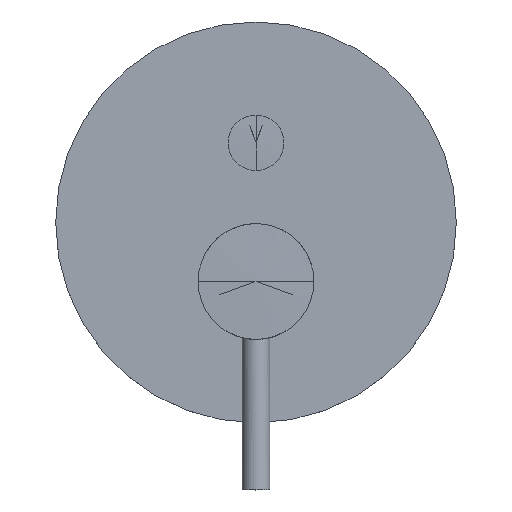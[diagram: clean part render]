
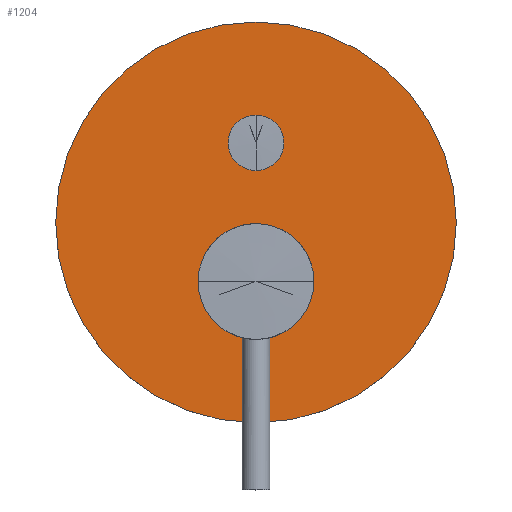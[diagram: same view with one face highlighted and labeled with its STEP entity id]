
A CAD part, top view. The second image highlights one B-rep face of the part: STEP entity #1204.
In plain terms, the highlighted planar face has unit normal (0, 0, 1).
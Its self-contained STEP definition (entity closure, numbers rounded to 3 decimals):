
#242=CARTESIAN_POINT('',(0.,34.5,54.));
#243=DIRECTION('',(0.,0.,-1.));
#244=DIRECTION('',(-1.,0.,0.));
#245=AXIS2_PLACEMENT_3D('',#242,#243,#244);
#247=CARTESIAN_POINT('',(0.,0.25,54.));
#248=DIRECTION('',(0.,0.,1.));
#249=DIRECTION('',(1.,0.,0.));
#250=AXIS2_PLACEMENT_3D('',#247,#248,#249);
#252=CARTESIAN_POINT('',(0.,0.25,54.));
#253=DIRECTION('',(0.,0.,1.));
#254=DIRECTION('',(-1.,0.,0.));
#255=AXIS2_PLACEMENT_3D('',#252,#253,#254);
#275=CARTESIAN_POINT('',(0.,34.5,54.));
#276=DIRECTION('',(0.,0.,-1.));
#277=DIRECTION('',(1.,0.,0.));
#278=AXIS2_PLACEMENT_3D('',#275,#276,#277);
#288=CARTESIAN_POINT('',(0.,-25.5,54.));
#289=DIRECTION('',(0.,0.,-1.));
#290=DIRECTION('',(-1.,0.,0.));
#291=AXIS2_PLACEMENT_3D('',#288,#289,#290);
#298=CARTESIAN_POINT('',(0.,-25.5,54.));
#299=DIRECTION('',(0.,0.,-1.));
#300=DIRECTION('',(1.,0.,0.));
#301=AXIS2_PLACEMENT_3D('',#298,#299,#300);
#887=CARTESIAN_POINT('',(86.5,0.25,54.));
#888=CARTESIAN_POINT('',(-86.5,0.25,54.));
#889=VERTEX_POINT('',#887);
#890=VERTEX_POINT('',#888);
#899=CARTESIAN_POINT('',(-24.05,-25.5,54.));
#900=CARTESIAN_POINT('',(24.05,-25.5,54.));
#901=VERTEX_POINT('',#899);
#902=VERTEX_POINT('',#900);
#903=CARTESIAN_POINT('',(-10.,34.5,54.));
#904=CARTESIAN_POINT('',(10.,34.5,54.));
#905=VERTEX_POINT('',#903);
#906=VERTEX_POINT('',#904);
#1182=CARTESIAN_POINT('',(0.,0.25,54.));
#1183=DIRECTION('',(0.,0.,1.));
#1184=DIRECTION('',(1.,0.,0.));
#1185=AXIS2_PLACEMENT_3D('',#1182,#1183,#1184);
#1186=PLANE('',#1185);
#1188=ORIENTED_EDGE('',*,*,#1187,.F.);
#1190=ORIENTED_EDGE('',*,*,#1189,.F.);
#1191=EDGE_LOOP('',(#1188,#1190));
#1192=FACE_OUTER_BOUND('',#1191,.F.);
#1193=ORIENTED_EDGE('',*,*,#1165,.F.);
#1195=ORIENTED_EDGE('',*,*,#1194,.F.);
#1196=EDGE_LOOP('',(#1193,#1195));
#1197=FACE_BOUND('',#1196,.F.);
#1199=ORIENTED_EDGE('',*,*,#1198,.F.);
#1201=ORIENTED_EDGE('',*,*,#1200,.F.);
#1202=EDGE_LOOP('',(#1199,#1201));
#1203=FACE_BOUND('',#1202,.F.);
#1204=ADVANCED_FACE('',(#1192,#1197,#1203),#1186,.T.);
#246=CIRCLE('',#245,10.);
#251=CIRCLE('',#250,86.5);
#256=CIRCLE('',#255,86.5);
#279=CIRCLE('',#278,10.);
#292=CIRCLE('',#291,24.05);
#302=CIRCLE('',#301,24.05);
#1165=EDGE_CURVE('',#905,#906,#246,.T.);
#1187=EDGE_CURVE('',#889,#890,#251,.T.);
#1189=EDGE_CURVE('',#890,#889,#256,.T.);
#1194=EDGE_CURVE('',#906,#905,#279,.T.);
#1198=EDGE_CURVE('',#901,#902,#292,.T.);
#1200=EDGE_CURVE('',#902,#901,#302,.T.);
